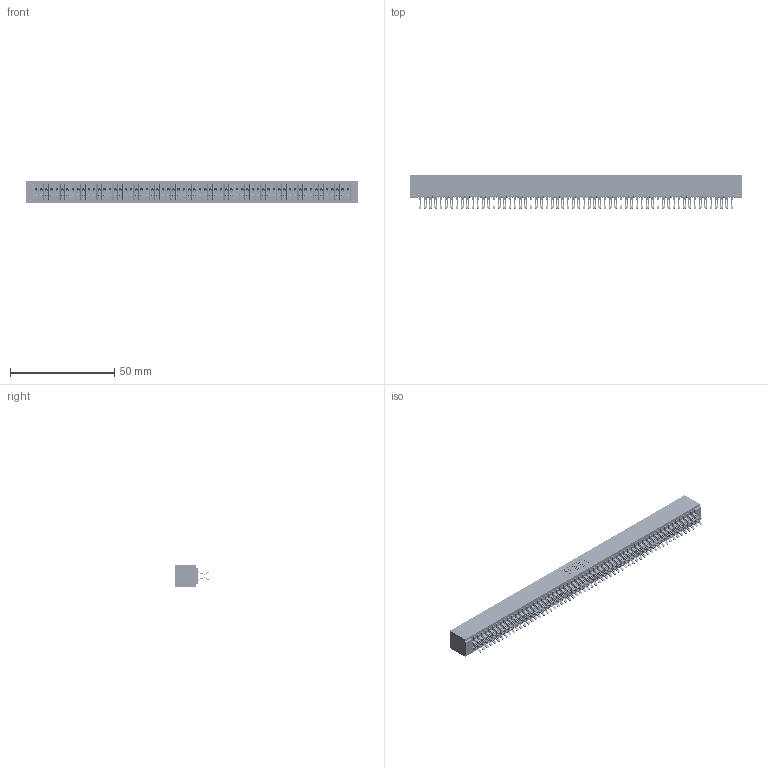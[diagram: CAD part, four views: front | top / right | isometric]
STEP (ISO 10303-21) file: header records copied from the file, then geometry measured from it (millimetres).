
FILE_DESCRIPTION (( 'STEP AP203' ), '1' );
FILE_NAME ('391-120-555-201.STEP', '2018-08-10T00:19:17', ( '' ), ( '' ), 'SwSTEP 2.0', 'SolidWorks 2016', '' );
FILE_SCHEMA (( 'CONFIG_CONTROL_DESIGN' ));
Length unit declared in the file: inch
Products named in the file (3): 341-292-001_341-292-155; 391-120-555-201; 341 Part_No Mounting Lugs
Assembly tree (121 placements, depth 2):
  391-120-555-201
    341 Part_No Mounting Lugs
    341-292-001_341-292-155  x120
Bounding box: 159.38 x 16.31 x 10.16 mm (x, y, z)
Volume: 12174 mm3; surface area: 23820.3 mm2
Topology: 121 solids, 121 shells, 9468 faces, 28312 edges, 18430 vertices
Faces by surface type: plane 5104, cylinder 4124, sphere 122, torus 118
Entity records: 70407 total; most frequent: CARTESIAN_POINT 11718, ORIENTED_EDGE 11636, DIRECTION 11348, EDGE_CURVE 5818, LINE 4708, VECTOR 4708, VERTEX_POINT 3674, AXIS2_PLACEMENT_3D 3320
